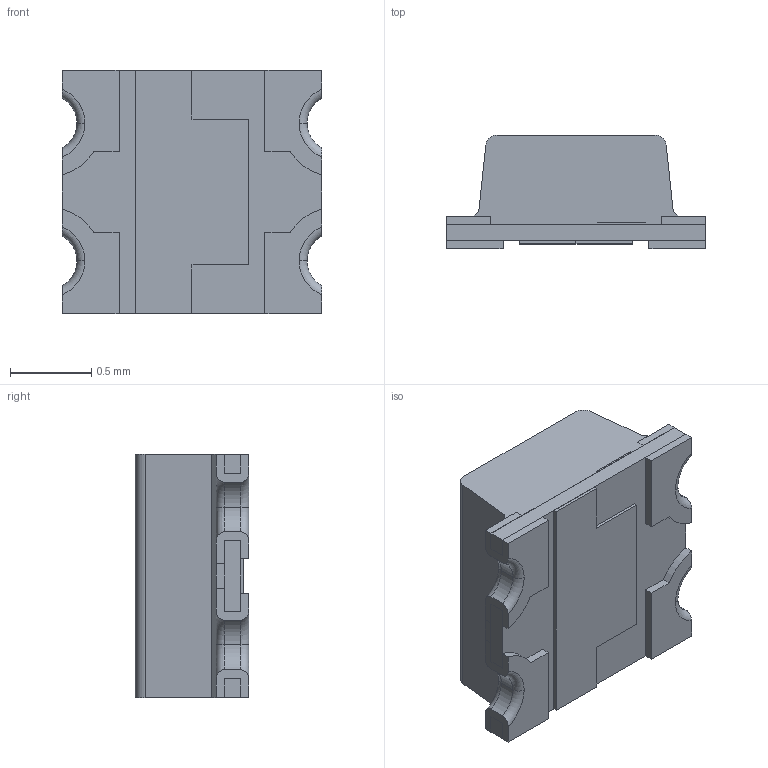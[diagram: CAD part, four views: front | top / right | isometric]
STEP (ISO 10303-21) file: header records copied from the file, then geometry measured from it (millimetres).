
FILE_DESCRIPTION(('CoCreate Modeling STEP Export'),'2;1');
FILE_NAME('1211C.stp','2010-09-09T15:08:12',(''),(''),'CoCreate Modeling STEP processor for AP214 (Solid Model)','CoCreate Modeling 16.00A 16-Aug-2008 (C) Parametric Technology GmbH','');
FILE_SCHEMA(('AUTOMOTIVE_DESIGN { 1 0 10303 214 1 1 1 1 }'));
Length unit declared in the file: millimetre
Products named in the file (13): denkyoku; denkyoku.1; denkyoku.2; denkyoku.3; p1; p1.1; p1.2; p1.3; pwb; rejist; rejist.1; rejist.1.1; rens
Bounding box: 1.6 x 0.7 x 1.5 mm (x, y, z)
Volume: 1.3 mm3; surface area: 17.2 mm2
Topology: 9 solids, 9 shells, 158 faces, 408 edges, 268 vertices
Faces by surface type: plane 108, cylinder 34, torus 16
Entity records: 6230 total; most frequent: CARTESIAN_POINT 1245, ORIENTED_EDGE 816, DIRECTION 660, EDGE_CURVE 408, VECTOR 278, LINE 278, VERTEX_POINT 268, AXIS2_PLACEMENT_3D 191
